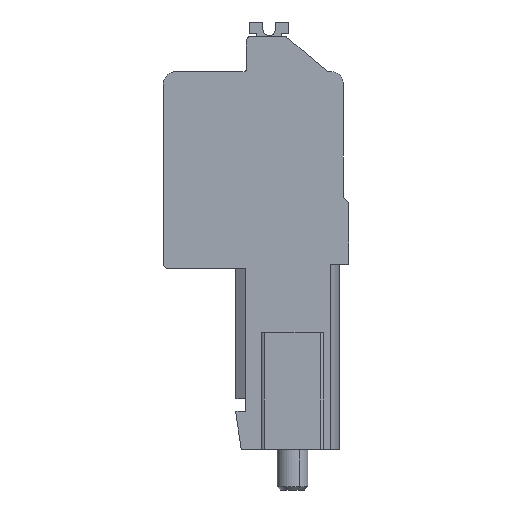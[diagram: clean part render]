
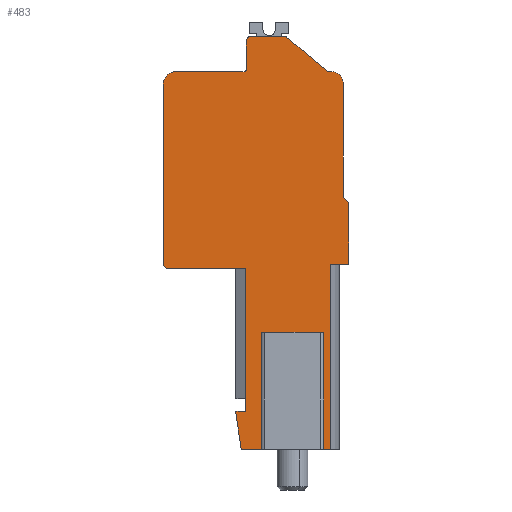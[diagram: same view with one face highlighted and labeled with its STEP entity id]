
A CAD part, left-side view. The second image highlights one B-rep face of the part: STEP entity #483.
In plain terms, the highlighted planar face has unit normal (-1, 0, 0).
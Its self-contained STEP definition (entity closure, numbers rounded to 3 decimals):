
#271=AXIS2_PLACEMENT_3D('Plane Axis2P3D',#268,#269,#270) ;
#303=AXIS2_PLACEMENT_3D('Circle Axis2P3D',#301,#302,$) ;
#317=AXIS2_PLACEMENT_3D('Circle Axis2P3D',#315,#316,$) ;
#331=AXIS2_PLACEMENT_3D('Circle Axis2P3D',#329,#330,$) ;
#345=AXIS2_PLACEMENT_3D('Circle Axis2P3D',#343,#344,$) ;
#359=AXIS2_PLACEMENT_3D('Circle Axis2P3D',#357,#358,$) ;
#373=AXIS2_PLACEMENT_3D('Circle Axis2P3D',#371,#372,$) ;
#387=AXIS2_PLACEMENT_3D('Circle Axis2P3D',#385,#386,$) ;
#215=CARTESIAN_POINT('Vertex',(4.84,0.45,23.8)) ;
#218=CARTESIAN_POINT('Line Origine',(4.84,0.225,23.575)) ;
#222=CARTESIAN_POINT('Vertex',(4.84,0.,23.35)) ;
#248=CARTESIAN_POINT('Vertex',(4.84,0.,18.35)) ;
#256=CARTESIAN_POINT('Line Origine',(4.84,0.,20.85)) ;
#268=CARTESIAN_POINT('Axis2P3D Location',(4.84,0.,0.)) ;
#273=CARTESIAN_POINT('Line Origine',(4.84,1.735,3.3)) ;
#277=CARTESIAN_POINT('Vertex',(4.84,2.01,3.3)) ;
#279=CARTESIAN_POINT('Vertex',(4.84,1.46,3.3)) ;
#282=CARTESIAN_POINT('Line Origine',(4.84,1.46,10.825)) ;
#286=CARTESIAN_POINT('Vertex',(4.84,1.46,18.35)) ;
#289=CARTESIAN_POINT('Line Origine',(4.84,0.73,18.35)) ;
#294=CARTESIAN_POINT('Line Origine',(4.84,0.45,28.445)) ;
#298=CARTESIAN_POINT('Vertex',(4.84,0.45,33.09)) ;
#301=CARTESIAN_POINT('Axis2P3D Location',(4.84,1.35,33.09)) ;
#305=CARTESIAN_POINT('Vertex',(4.84,1.35,33.99)) ;
#308=CARTESIAN_POINT('Line Origine',(4.84,1.442,33.99)) ;
#312=CARTESIAN_POINT('Vertex',(4.84,1.534,33.99)) ;
#315=CARTESIAN_POINT('Axis2P3D Location',(4.84,1.534,34.39)) ;
#319=CARTESIAN_POINT('Vertex',(4.84,1.792,34.084)) ;
#322=CARTESIAN_POINT('Line Origine',(4.84,3.408,35.44)) ;
#326=CARTESIAN_POINT('Vertex',(4.84,5.025,36.796)) ;
#329=CARTESIAN_POINT('Axis2P3D Location',(4.84,5.282,36.49)) ;
#333=CARTESIAN_POINT('Vertex',(4.84,5.282,36.89)) ;
#336=CARTESIAN_POINT('Line Origine',(4.84,6.591,36.89)) ;
#340=CARTESIAN_POINT('Vertex',(4.84,7.9,36.89)) ;
#343=CARTESIAN_POINT('Axis2P3D Location',(4.84,7.9,36.49)) ;
#347=CARTESIAN_POINT('Vertex',(4.84,8.3,36.49)) ;
#350=CARTESIAN_POINT('Line Origine',(4.84,8.3,35.34)) ;
#354=CARTESIAN_POINT('Vertex',(4.84,8.3,34.19)) ;
#357=CARTESIAN_POINT('Axis2P3D Location',(4.84,8.5,34.19)) ;
#361=CARTESIAN_POINT('Vertex',(4.84,8.5,33.99)) ;
#364=CARTESIAN_POINT('Line Origine',(4.84,11.275,33.99)) ;
#368=CARTESIAN_POINT('Vertex',(4.84,14.05,33.99)) ;
#371=CARTESIAN_POINT('Axis2P3D Location',(4.84,14.05,32.99)) ;
#375=CARTESIAN_POINT('Vertex',(4.84,15.05,32.99)) ;
#378=CARTESIAN_POINT('Line Origine',(4.84,15.05,25.695)) ;
#382=CARTESIAN_POINT('Vertex',(4.84,15.05,18.4)) ;
#385=CARTESIAN_POINT('Axis2P3D Location',(4.84,14.65,18.4)) ;
#389=CARTESIAN_POINT('Vertex',(4.84,14.65,18.)) ;
#392=CARTESIAN_POINT('Line Origine',(4.84,11.505,18.)) ;
#396=CARTESIAN_POINT('Vertex',(4.84,8.36,18.)) ;
#399=CARTESIAN_POINT('Line Origine',(4.84,8.36,12.2)) ;
#403=CARTESIAN_POINT('Vertex',(4.84,8.36,6.4)) ;
#406=CARTESIAN_POINT('Line Origine',(4.84,8.76,6.4)) ;
#410=CARTESIAN_POINT('Vertex',(4.84,9.16,6.4)) ;
#413=CARTESIAN_POINT('Line Origine',(4.84,9.16,6.3)) ;
#417=CARTESIAN_POINT('Vertex',(4.84,9.16,6.2)) ;
#420=CARTESIAN_POINT('Line Origine',(4.84,8.94,4.75)) ;
#424=CARTESIAN_POINT('Vertex',(4.84,8.72,3.3)) ;
#427=CARTESIAN_POINT('Line Origine',(4.84,7.915,3.3)) ;
#431=CARTESIAN_POINT('Vertex',(4.84,7.11,3.3)) ;
#434=CARTESIAN_POINT('Line Origine',(4.84,7.11,8.05)) ;
#438=CARTESIAN_POINT('Vertex',(4.84,7.11,12.8)) ;
#441=CARTESIAN_POINT('Line Origine',(4.84,4.56,12.8)) ;
#445=CARTESIAN_POINT('Vertex',(4.84,2.01,12.8)) ;
#448=CARTESIAN_POINT('Line Origine',(4.84,2.01,8.05)) ;
#219=DIRECTION('Vector Direction',(0.,0.707,0.707)) ;
#257=DIRECTION('Vector Direction',(0.,0.,1.)) ;
#269=DIRECTION('Axis2P3D Direction',(-1.,0.,0.)) ;
#270=DIRECTION('Axis2P3D XDirection',(0.,0.,1.)) ;
#274=DIRECTION('Vector Direction',(0.,-1.,0.)) ;
#283=DIRECTION('Vector Direction',(0.,0.,1.)) ;
#290=DIRECTION('Vector Direction',(0.,-1.,0.)) ;
#295=DIRECTION('Vector Direction',(0.,0.,1.)) ;
#302=DIRECTION('Axis2P3D Direction',(-1.,0.,0.)) ;
#309=DIRECTION('Vector Direction',(0.,1.,0.)) ;
#316=DIRECTION('Axis2P3D Direction',(-1.,0.,0.)) ;
#323=DIRECTION('Vector Direction',(0.,0.766,0.643)) ;
#330=DIRECTION('Axis2P3D Direction',(-1.,0.,0.)) ;
#337=DIRECTION('Vector Direction',(0.,1.,0.)) ;
#344=DIRECTION('Axis2P3D Direction',(-1.,0.,0.)) ;
#351=DIRECTION('Vector Direction',(0.,0.,-1.)) ;
#358=DIRECTION('Axis2P3D Direction',(-1.,0.,0.)) ;
#365=DIRECTION('Vector Direction',(0.,1.,0.)) ;
#372=DIRECTION('Axis2P3D Direction',(-1.,0.,0.)) ;
#379=DIRECTION('Vector Direction',(0.,0.,-1.)) ;
#386=DIRECTION('Axis2P3D Direction',(-1.,0.,0.)) ;
#393=DIRECTION('Vector Direction',(0.,-1.,0.)) ;
#400=DIRECTION('Vector Direction',(0.,0.,-1.)) ;
#407=DIRECTION('Vector Direction',(0.,1.,0.)) ;
#414=DIRECTION('Vector Direction',(0.,0.,-1.)) ;
#421=DIRECTION('Vector Direction',(0.,-0.15,-0.989)) ;
#428=DIRECTION('Vector Direction',(0.,-1.,0.)) ;
#435=DIRECTION('Vector Direction',(0.,0.,-1.)) ;
#442=DIRECTION('Vector Direction',(0.,1.,0.)) ;
#449=DIRECTION('Vector Direction',(0.,0.,-1.)) ;
#220=VECTOR('Line Direction',#219,1.) ;
#258=VECTOR('Line Direction',#257,1.) ;
#275=VECTOR('Line Direction',#274,1.) ;
#284=VECTOR('Line Direction',#283,1.) ;
#291=VECTOR('Line Direction',#290,1.) ;
#296=VECTOR('Line Direction',#295,1.) ;
#310=VECTOR('Line Direction',#309,1.) ;
#324=VECTOR('Line Direction',#323,1.) ;
#338=VECTOR('Line Direction',#337,1.) ;
#352=VECTOR('Line Direction',#351,1.) ;
#366=VECTOR('Line Direction',#365,1.) ;
#380=VECTOR('Line Direction',#379,1.) ;
#394=VECTOR('Line Direction',#393,1.) ;
#401=VECTOR('Line Direction',#400,1.) ;
#408=VECTOR('Line Direction',#407,1.) ;
#415=VECTOR('Line Direction',#414,1.) ;
#422=VECTOR('Line Direction',#421,1.) ;
#429=VECTOR('Line Direction',#428,1.) ;
#436=VECTOR('Line Direction',#435,1.) ;
#443=VECTOR('Line Direction',#442,1.) ;
#450=VECTOR('Line Direction',#449,1.) ;
#454=ORIENTED_EDGE('',*,*,#281,.T.) ;
#455=ORIENTED_EDGE('',*,*,#288,.T.) ;
#456=ORIENTED_EDGE('',*,*,#293,.F.) ;
#457=ORIENTED_EDGE('',*,*,#260,.T.) ;
#458=ORIENTED_EDGE('',*,*,#224,.T.) ;
#459=ORIENTED_EDGE('',*,*,#300,.T.) ;
#460=ORIENTED_EDGE('',*,*,#307,.T.) ;
#461=ORIENTED_EDGE('',*,*,#314,.T.) ;
#462=ORIENTED_EDGE('',*,*,#321,.T.) ;
#463=ORIENTED_EDGE('',*,*,#328,.T.) ;
#464=ORIENTED_EDGE('',*,*,#335,.T.) ;
#465=ORIENTED_EDGE('',*,*,#342,.T.) ;
#466=ORIENTED_EDGE('',*,*,#349,.T.) ;
#467=ORIENTED_EDGE('',*,*,#356,.T.) ;
#468=ORIENTED_EDGE('',*,*,#363,.T.) ;
#469=ORIENTED_EDGE('',*,*,#370,.T.) ;
#470=ORIENTED_EDGE('',*,*,#377,.T.) ;
#471=ORIENTED_EDGE('',*,*,#384,.T.) ;
#472=ORIENTED_EDGE('',*,*,#391,.T.) ;
#473=ORIENTED_EDGE('',*,*,#398,.T.) ;
#474=ORIENTED_EDGE('',*,*,#405,.T.) ;
#475=ORIENTED_EDGE('',*,*,#412,.T.) ;
#476=ORIENTED_EDGE('',*,*,#419,.T.) ;
#477=ORIENTED_EDGE('',*,*,#426,.T.) ;
#478=ORIENTED_EDGE('',*,*,#433,.T.) ;
#479=ORIENTED_EDGE('',*,*,#440,.F.) ;
#480=ORIENTED_EDGE('',*,*,#447,.F.) ;
#481=ORIENTED_EDGE('',*,*,#452,.T.) ;
#483=ADVANCED_FACE('HOUSING',(#482),#272,.T.) ;
#304=CIRCLE('generated circle',#303,0.9) ;
#318=CIRCLE('generated circle',#317,0.4) ;
#332=CIRCLE('generated circle',#331,0.4) ;
#346=CIRCLE('generated circle',#345,0.4) ;
#360=CIRCLE('generated circle',#359,0.2) ;
#374=CIRCLE('generated circle',#373,1.) ;
#388=CIRCLE('generated circle',#387,0.4) ;
#224=EDGE_CURVE('',#223,#216,#221,.T.) ;
#260=EDGE_CURVE('',#249,#223,#259,.T.) ;
#281=EDGE_CURVE('',#278,#280,#276,.T.) ;
#288=EDGE_CURVE('',#280,#287,#285,.T.) ;
#293=EDGE_CURVE('',#249,#287,#292,.F.) ;
#300=EDGE_CURVE('',#216,#299,#297,.T.) ;
#307=EDGE_CURVE('',#299,#306,#304,.T.) ;
#314=EDGE_CURVE('',#306,#313,#311,.T.) ;
#321=EDGE_CURVE('',#313,#320,#318,.F.) ;
#328=EDGE_CURVE('',#320,#327,#325,.T.) ;
#335=EDGE_CURVE('',#327,#334,#332,.T.) ;
#342=EDGE_CURVE('',#334,#341,#339,.T.) ;
#349=EDGE_CURVE('',#341,#348,#346,.T.) ;
#356=EDGE_CURVE('',#348,#355,#353,.T.) ;
#363=EDGE_CURVE('',#355,#362,#360,.F.) ;
#370=EDGE_CURVE('',#362,#369,#367,.T.) ;
#377=EDGE_CURVE('',#369,#376,#374,.T.) ;
#384=EDGE_CURVE('',#376,#383,#381,.T.) ;
#391=EDGE_CURVE('',#383,#390,#388,.T.) ;
#398=EDGE_CURVE('',#390,#397,#395,.T.) ;
#405=EDGE_CURVE('',#397,#404,#402,.T.) ;
#412=EDGE_CURVE('',#404,#411,#409,.T.) ;
#419=EDGE_CURVE('',#411,#418,#416,.T.) ;
#426=EDGE_CURVE('',#418,#425,#423,.T.) ;
#433=EDGE_CURVE('',#425,#432,#430,.T.) ;
#440=EDGE_CURVE('',#439,#432,#437,.T.) ;
#447=EDGE_CURVE('',#446,#439,#444,.T.) ;
#452=EDGE_CURVE('',#446,#278,#451,.T.) ;
#453=EDGE_LOOP('',(#454,#455,#456,#457,#458,#459,#460,#461,#462,#463,#464,#465,#466,#467,#468,#469,#470,#471,#472,#473,#474,#475,#476,#477,#478,#479,#480,#481)) ;
#482=FACE_OUTER_BOUND('',#453,.T.) ;
#221=LINE('Line',#218,#220) ;
#259=LINE('Line',#256,#258) ;
#276=LINE('Line',#273,#275) ;
#285=LINE('Line',#282,#284) ;
#292=LINE('Line',#289,#291) ;
#297=LINE('Line',#294,#296) ;
#311=LINE('Line',#308,#310) ;
#325=LINE('Line',#322,#324) ;
#339=LINE('Line',#336,#338) ;
#353=LINE('Line',#350,#352) ;
#367=LINE('Line',#364,#366) ;
#381=LINE('Line',#378,#380) ;
#395=LINE('Line',#392,#394) ;
#402=LINE('Line',#399,#401) ;
#409=LINE('Line',#406,#408) ;
#416=LINE('Line',#413,#415) ;
#423=LINE('Line',#420,#422) ;
#430=LINE('Line',#427,#429) ;
#437=LINE('Line',#434,#436) ;
#444=LINE('Line',#441,#443) ;
#451=LINE('Line',#448,#450) ;
#272=PLANE('',#271) ;
#216=VERTEX_POINT('',#215) ;
#223=VERTEX_POINT('',#222) ;
#249=VERTEX_POINT('',#248) ;
#278=VERTEX_POINT('',#277) ;
#280=VERTEX_POINT('',#279) ;
#287=VERTEX_POINT('',#286) ;
#299=VERTEX_POINT('',#298) ;
#306=VERTEX_POINT('',#305) ;
#313=VERTEX_POINT('',#312) ;
#320=VERTEX_POINT('',#319) ;
#327=VERTEX_POINT('',#326) ;
#334=VERTEX_POINT('',#333) ;
#341=VERTEX_POINT('',#340) ;
#348=VERTEX_POINT('',#347) ;
#355=VERTEX_POINT('',#354) ;
#362=VERTEX_POINT('',#361) ;
#369=VERTEX_POINT('',#368) ;
#376=VERTEX_POINT('',#375) ;
#383=VERTEX_POINT('',#382) ;
#390=VERTEX_POINT('',#389) ;
#397=VERTEX_POINT('',#396) ;
#404=VERTEX_POINT('',#403) ;
#411=VERTEX_POINT('',#410) ;
#418=VERTEX_POINT('',#417) ;
#425=VERTEX_POINT('',#424) ;
#432=VERTEX_POINT('',#431) ;
#439=VERTEX_POINT('',#438) ;
#446=VERTEX_POINT('',#445) ;
